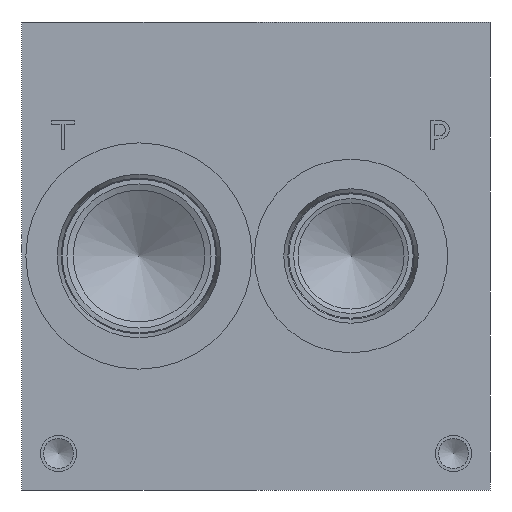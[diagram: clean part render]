
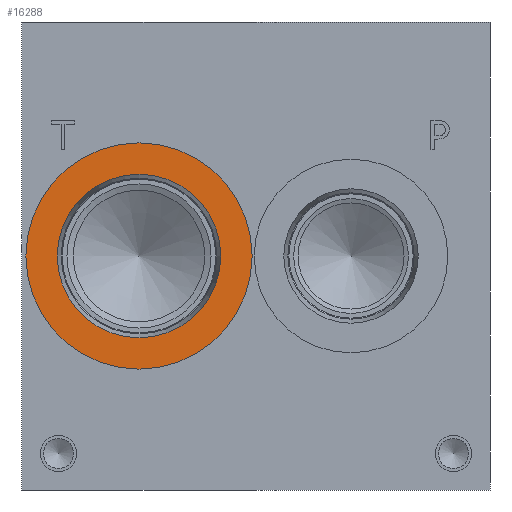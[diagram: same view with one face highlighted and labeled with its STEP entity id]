
A CAD part, left-side view. The second image highlights one B-rep face of the part: STEP entity #16288.
In plain terms, the highlighted planar face has unit normal (-1, 0, 0).
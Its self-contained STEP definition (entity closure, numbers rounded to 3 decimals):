
#700=CIRCLE('',#17429,24.562);
#701=CIRCLE('',#17430,24.562);
#702=CIRCLE('',#17432,17.755);
#703=CIRCLE('',#17433,17.755);
#842=FACE_BOUND('',#3215,.T.);
#2249=FACE_OUTER_BOUND('',#3214,.T.);
#3214=EDGE_LOOP('',(#14289,#14290));
#3215=EDGE_LOOP('',(#14291,#14292));
#7656=VERTEX_POINT('',#28138);
#7657=VERTEX_POINT('',#28140);
#7658=VERTEX_POINT('',#28144);
#7659=VERTEX_POINT('',#28145);
#9906=EDGE_CURVE('',#7656,#7657,#700,.T.);
#9907=EDGE_CURVE('',#7657,#7656,#701,.T.);
#9908=EDGE_CURVE('',#7658,#7659,#702,.T.);
#9909=EDGE_CURVE('',#7659,#7658,#703,.T.);
#14289=ORIENTED_EDGE('',*,*,#9907,.F.);
#14290=ORIENTED_EDGE('',*,*,#9906,.F.);
#14291=ORIENTED_EDGE('',*,*,#9908,.T.);
#14292=ORIENTED_EDGE('',*,*,#9909,.T.);
#14904=PLANE('',#17431);
#16288=ADVANCED_FACE('',(#2249,#842),#14904,.F.);
#17429=AXIS2_PLACEMENT_3D('',#28141,#21095,#21096);
#17430=AXIS2_PLACEMENT_3D('',#28142,#21097,#21098);
#17431=AXIS2_PLACEMENT_3D('',#28143,#21099,#21100);
#17432=AXIS2_PLACEMENT_3D('',#28146,#21101,#21102);
#17433=AXIS2_PLACEMENT_3D('',#28147,#21103,#21104);
#21095=DIRECTION('center_axis',(1.,0.,0.));
#21096=DIRECTION('ref_axis',(0.,0.,-1.));
#21097=DIRECTION('center_axis',(1.,0.,0.));
#21098=DIRECTION('ref_axis',(0.,0.,-1.));
#21099=DIRECTION('center_axis',(1.,0.,0.));
#21100=DIRECTION('ref_axis',(0.,0.,-1.));
#21101=DIRECTION('center_axis',(1.,0.,0.));
#21102=DIRECTION('ref_axis',(0.,0.,-1.));
#21103=DIRECTION('center_axis',(1.,0.,0.));
#21104=DIRECTION('ref_axis',(0.,0.,-1.));
#28138=CARTESIAN_POINT('',(0.787,76.2,26.238));
#28140=CARTESIAN_POINT('',(0.787,76.2,75.362));
#28141=CARTESIAN_POINT('Origin',(0.787,76.2,50.8));
#28142=CARTESIAN_POINT('Origin',(0.787,76.2,50.8));
#28143=CARTESIAN_POINT('Origin',(0.787,76.2,68.555));
#28144=CARTESIAN_POINT('',(0.787,76.2,68.555));
#28145=CARTESIAN_POINT('',(0.787,76.2,33.045));
#28146=CARTESIAN_POINT('Origin',(0.787,76.2,50.8));
#28147=CARTESIAN_POINT('Origin',(0.787,76.2,50.8));
